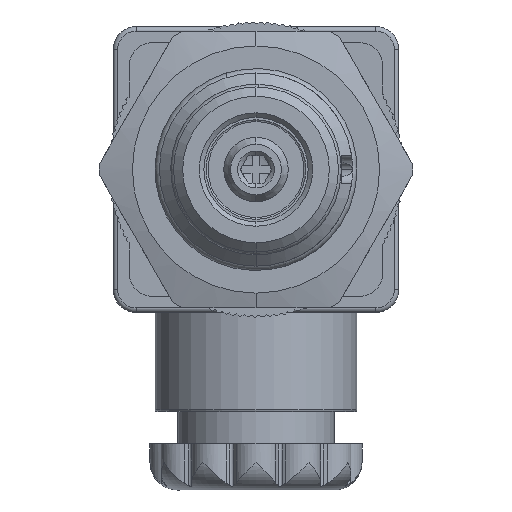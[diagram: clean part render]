
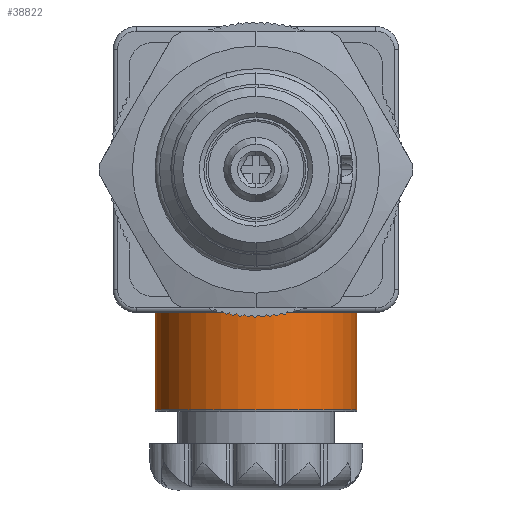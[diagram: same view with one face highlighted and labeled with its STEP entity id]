
A CAD part, front view. The second image highlights one B-rep face of the part: STEP entity #38822.
In plain terms, the highlighted cylindrical face has radius 10.95 mm (diameter 21.9 mm), a partial arc.
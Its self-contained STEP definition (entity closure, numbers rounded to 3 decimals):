
#1311 = CARTESIAN_POINT ( 'NONE',  ( 10.95, 57.65, -26.05 ) ) ;
#2432 = ORIENTED_EDGE ( 'NONE', *, *, #34060, .T. ) ;
#2475 = AXIS2_PLACEMENT_3D ( 'NONE', #18223, #12405, #5529 ) ;
#2520 = CARTESIAN_POINT ( 'NONE',  ( 0., 57.65, -13.95 ) ) ;
#3561 = CARTESIAN_POINT ( 'NONE',  ( -10.95, 57.65, -26.05 ) ) ;
#4322 = VERTEX_POINT ( 'NONE', #39780 ) ;
#5427 = CARTESIAN_POINT ( 'NONE',  ( 0., 57.65, -26.25 ) ) ;
#5529 = DIRECTION ( 'NONE',  ( -1., 0., 0. ) ) ;
#9476 = EDGE_CURVE ( 'NONE', #25762, #34003, #35642, .T. ) ;
#11938 = DIRECTION ( 'NONE',  ( 0., 0., 1. ) ) ;
#12405 = DIRECTION ( 'NONE',  ( 0., 0., 1. ) ) ;
#12494 = DIRECTION ( 'NONE',  ( 1., 0., 0. ) ) ;
#16132 = CARTESIAN_POINT ( 'NONE',  ( -10.95, 57.65, -13.95 ) ) ;
#16465 = ORIENTED_EDGE ( 'NONE', *, *, #18370, .F. ) ;
#17257 = EDGE_CURVE ( 'NONE', #34003, #4322, #35116, .T. ) ;
#18223 = CARTESIAN_POINT ( 'NONE',  ( 0., 57.65, -26.05 ) ) ;
#18370 = EDGE_CURVE ( 'NONE', #25762, #31206, #30340, .T. ) ;
#21819 = CYLINDRICAL_SURFACE ( 'NONE', #36253, 10.95 ) ;
#23552 = ORIENTED_EDGE ( 'NONE', *, *, #17257, .T. ) ;
#24742 = CARTESIAN_POINT ( 'NONE',  ( -10.95, 57.65, -26.25 ) ) ;
#24763 = ORIENTED_EDGE ( 'NONE', *, *, #9476, .T. ) ;
#25400 = DIRECTION ( 'NONE',  ( 0., 0., 1. ) ) ;
#25762 = VERTEX_POINT ( 'NONE', #3561 ) ;
#27425 = DIRECTION ( 'NONE',  ( 1., 0., 0. ) ) ;
#28027 = FACE_OUTER_BOUND ( 'NONE', #38958, .T. ) ;
#30340 = LINE ( 'NONE', #24742, #40432 ) ;
#31206 = VERTEX_POINT ( 'NONE', #16132 ) ;
#31837 = CARTESIAN_POINT ( 'NONE',  ( 10.95, 57.65, -26.25 ) ) ;
#33409 = DIRECTION ( 'NONE',  ( 0., 0., -1. ) ) ;
#33991 = DIRECTION ( 'NONE',  ( 0., 0., 1. ) ) ;
#34003 = VERTEX_POINT ( 'NONE', #1311 ) ;
#34060 = EDGE_CURVE ( 'NONE', #4322, #31206, #39748, .T. ) ;
#35116 = LINE ( 'NONE', #31837, #36324 ) ;
#35642 = CIRCLE ( 'NONE', #2475, 10.95 ) ;
#36253 = AXIS2_PLACEMENT_3D ( 'NONE', #5427, #33991, #12494 ) ;
#36324 = VECTOR ( 'NONE', #25400, 1000. ) ;
#37132 = AXIS2_PLACEMENT_3D ( 'NONE', #2520, #33409, #27425 ) ;
#38822 = ADVANCED_FACE ( 'NONE', ( #28027 ), #21819, .T. ) ;
#38958 = EDGE_LOOP ( 'NONE', ( #16465, #24763, #23552, #2432 ) ) ;
#39748 = CIRCLE ( 'NONE', #37132, 10.95 ) ;
#39780 = CARTESIAN_POINT ( 'NONE',  ( 10.95, 57.65, -13.95 ) ) ;
#40432 = VECTOR ( 'NONE', #11938, 1000. ) ;
